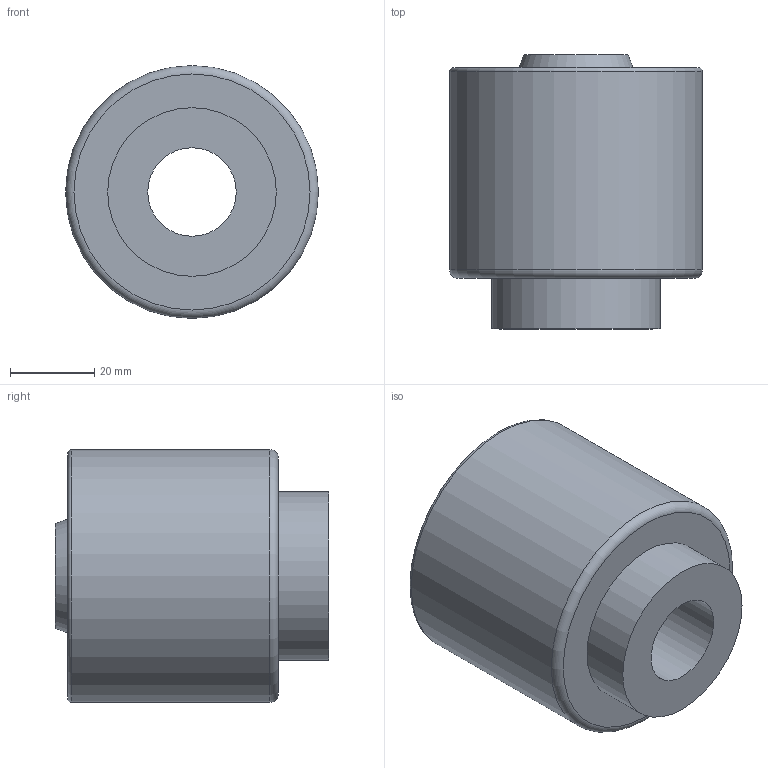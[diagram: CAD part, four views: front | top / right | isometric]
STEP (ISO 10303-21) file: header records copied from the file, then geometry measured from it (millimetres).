
FILE_DESCRIPTION(/* description */ (''),/* implementation_level */ '2;1');
FILE_NAME(/* name */ 'Water container_x1.stp',/* time_stamp */ '2024-07-18T17:18:50+01:00',/* author */ ('patri'),/* organization */ (''),/* preprocessor_version */ 'ST-DEVELOPER v19.2',/* originating_system */ 'Autodesk Inventor 2024',/* authorisation */ '');
FILE_SCHEMA (('AUTOMOTIVE_DESIGN { 1 0 10303 214 3 1 1 }'));
Length unit declared in the file: millimetre
Products named in the file (1): Contenedor agua con encaje
Bounding box: 60 x 65 x 60 mm (x, y, z)
Volume: 91971.3 mm3; surface area: 32468.2 mm2
Topology: 1 solids, 1 shells, 24 faces, 54 edges, 36 vertices
Faces by surface type: plane 12, cylinder 7, torus 4, cone 1
Full cylindrical faces by diameter (mm): 21 x1, 40 x2, 54 x1, 60 x1
Entity records: 737 total; most frequent: DIRECTION 136, CARTESIAN_POINT 115, ORIENTED_EDGE 108, AXIS2_PLACEMENT_3D 57, EDGE_CURVE 54, VERTEX_POINT 36, CIRCLE 32, EDGE_LOOP 30
